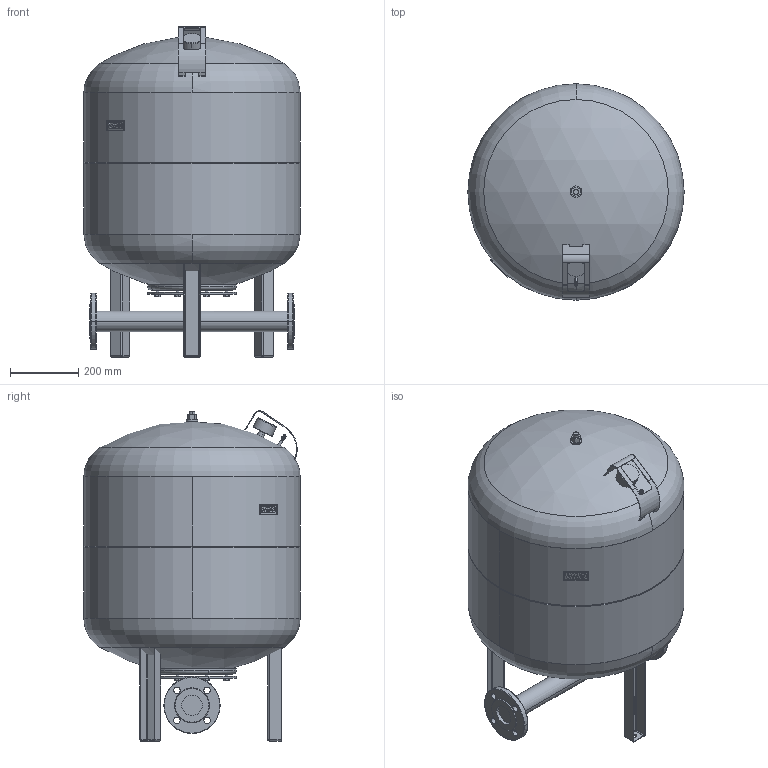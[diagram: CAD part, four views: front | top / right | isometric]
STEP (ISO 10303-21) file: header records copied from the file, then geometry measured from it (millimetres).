
FILE_DESCRIPTION((''),'2;1');
FILE_NAME('3d_DT5200-2524215.stp','2010-06-02T10:18:22',(''),(''),'Mechanical Desktop 2008','Mechanical Desktop 2008',', , ');
FILE_SCHEMA(('CONFIG_CONTROL_DESIGN'));
Length unit declared in the file: millimetre
Products named in the file (1): Product
Bounding box: 634 x 634 x 968.37 mm (x, y, z)
Volume: 201790131.4 mm3; surface area: 3683968.2 mm2
Topology: 21 solids, 21 shells, 493 faces, 1133 edges, 699 vertices
Faces by surface type: plane 213, cylinder 165, cone 44, bspline 37, torus 24, sphere 10
Entity records: 15177 total; most frequent: CARTESIAN_POINT 3672, DIRECTION 2516, ORIENTED_EDGE 2242, EDGE_CURVE 1121, AXIS2_PLACEMENT_3D 945, VERTEX_POINT 699, VECTOR 626, LINE 626
